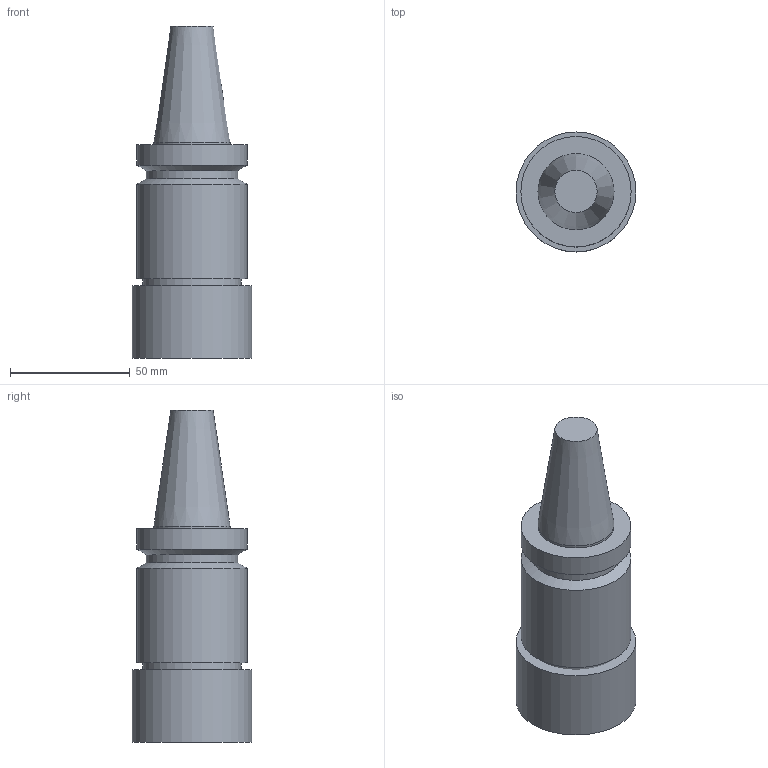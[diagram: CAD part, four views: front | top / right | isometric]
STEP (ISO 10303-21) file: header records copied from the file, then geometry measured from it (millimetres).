
FILE_DESCRIPTION((''),'1');
FILE_NAME('BBT30-MEGAER32-90NL.stp','2018-02-02T07:34:31',(''),(''),'Spatial Interop R21 SP3','Kubotek KeyCreator 2011 V10.0.2 (22737)',' ');
FILE_SCHEMA(('automotive_design'));
Length unit declared in the file: millimetre
Products named in the file (2): Unnamed[1]
Bounding box: 50 x 50 x 138.4 mm (x, y, z)
Volume: 201841.7 mm3; surface area: 26552.8 mm2
Topology: 2 solids, 2 shells, 18 faces, 28 edges, 16 vertices
Faces by surface type: cylinder 7, plane 6, cone 5
Full cylindrical faces by diameter (mm): 31.75 x1, 38 x1, 40 x1, 41 x1, 46 x2, 50 x1
Entity records: 695 total; most frequent: DIRECTION 72, PRESENTATION_STYLE_ASSIGNMENT 56, COLOUR_RGB 56, CARTESIAN_POINT 52, STYLED_ITEM 36, AXIS2_PLACEMENT_3D 36, CURVE_STYLE 36, DRAUGHTING_PRE_DEFINED_CURVE_FONT 36
